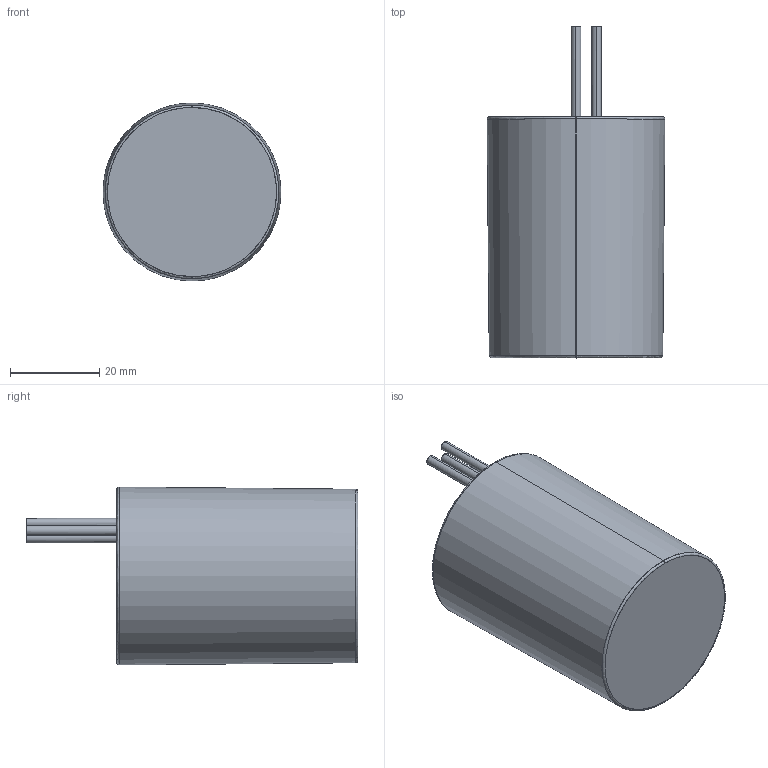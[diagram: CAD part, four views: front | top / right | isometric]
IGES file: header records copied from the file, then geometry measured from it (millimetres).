
Start section: SolidWorks IGES file using analytic representation for surfaces
Global section: file name: BSP3-20K SERIES REV B.IGS; native system: SolidWorks 2012; preprocessor: SolidWorks 2012; author: Engineering3; date: 121226.153216; units: inch
Bounding box: 39.86 x 74.3 x 39.86 mm (x, y, z)
Surface area: 9601.5 mm2 (no closed solid volume)
Topology: 0 solids, 0 shells, 24 faces, 542 edges, 542 vertices
Faces by surface type: bspline 13, revolution 11
